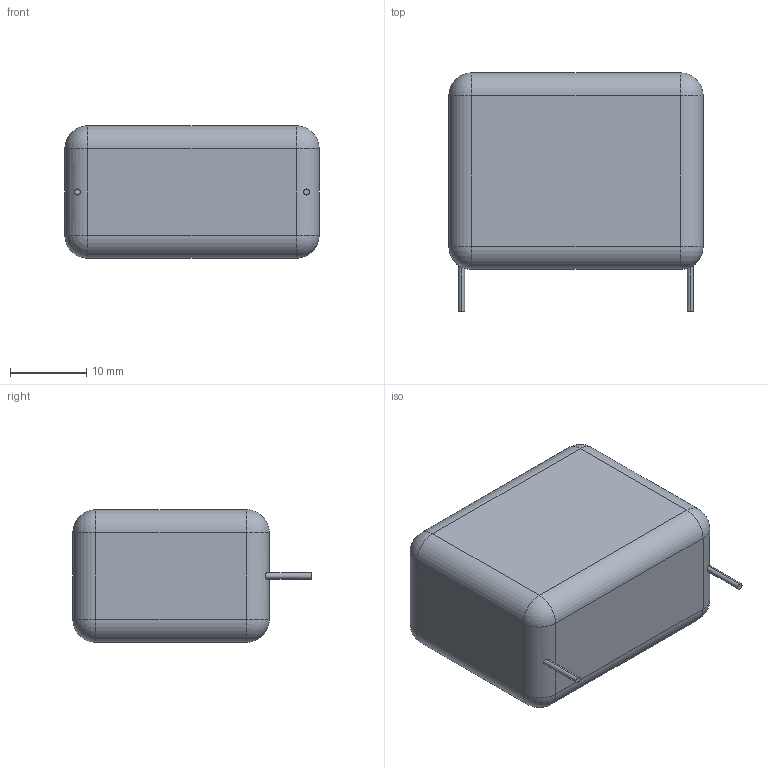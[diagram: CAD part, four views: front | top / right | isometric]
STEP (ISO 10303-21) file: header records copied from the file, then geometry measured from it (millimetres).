
FILE_DESCRIPTION (( 'STEP AP214' ), '1' );
FILE_NAME ('Hitano CBB21 10UF 400V.STEP', '2023-05-25T13:56:10', ( '' ), ( '' ), 'SwSTEP 2.0', 'SolidWorks 2021', '' );
FILE_SCHEMA (( 'AUTOMOTIVE_DESIGN' ));
Length unit declared in the file: millimetre
Products named in the file (1): Hitano CBB21 10UF 400V
Bounding box: 33.4 x 31.3 x 17.4 mm (x, y, z)
Volume: 14444 mm3; surface area: 3409.2 mm2
Topology: 1 solids, 1 shells, 119 faces, 293 edges, 182 vertices
Faces by surface type: plane 62, bspline 33, cylinder 16, sphere 8
Entity records: 6870 total; most frequent: CARTESIAN_POINT 3374, ORIENTED_EDGE 570, DIRECTION 417, EDGE_CURVE 285, VECTOR 187, LINE 187, VERTEX_POINT 182, EDGE_LOOP 133
